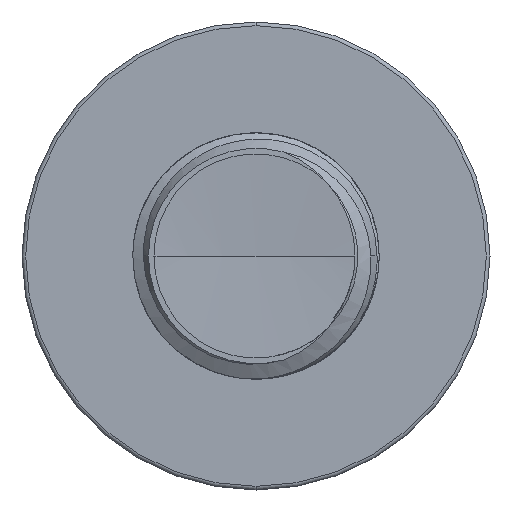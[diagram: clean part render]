
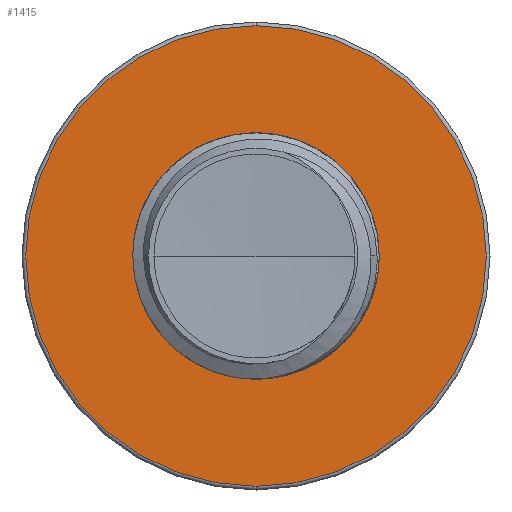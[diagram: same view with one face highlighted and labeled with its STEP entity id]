
A CAD part, front view. The second image highlights one B-rep face of the part: STEP entity #1415.
In plain terms, the highlighted planar face has unit normal (0, -1, 0).
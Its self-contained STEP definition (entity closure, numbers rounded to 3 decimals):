
#80 = DIRECTION ( 'NONE',  ( 0., 0., -1. ) ) ;
#116 = DIRECTION ( 'NONE',  ( 0., -1., 0. ) ) ;
#145 = CARTESIAN_POINT ( 'NONE',  ( 0., 7., 0. ) ) ;
#1093 = EDGE_CURVE ( 'NONE', #14543, #15418, #20148, .T. ) ;
#1226 = EDGE_CURVE ( 'NONE', #14885, #23529, #22842, .T. ) ;
#1415 = ADVANCED_FACE ( 'NONE', ( #1474, #2814 ), #25442, .T. ) ;
#1474 = FACE_OUTER_BOUND ( 'NONE', #9858, .T. ) ;
#2814 = FACE_BOUND ( 'NONE', #3251, .T. ) ;
#3208 = AXIS2_PLACEMENT_3D ( 'NONE', #25570, #25440, #25421 ) ;
#3251 = EDGE_LOOP ( 'NONE', ( #13397, #5983 ) ) ;
#3786 = DIRECTION ( 'NONE',  ( 0., 0., -1. ) ) ;
#3828 = DIRECTION ( 'NONE',  ( 0., -1., 0. ) ) ;
#3835 = CARTESIAN_POINT ( 'NONE',  ( 0., 7., 0. ) ) ;
#4656 = CIRCLE ( 'NONE', #25667, 2.438 ) ;
#5983 = ORIENTED_EDGE ( 'NONE', *, *, #20702, .F. ) ;
#9858 = EDGE_LOOP ( 'NONE', ( #13888, #15678 ) ) ;
#11324 = CARTESIAN_POINT ( 'NONE',  ( 0., 7., 2.438 ) ) ;
#11605 = CARTESIAN_POINT ( 'NONE',  ( 0., 7., 4.675 ) ) ;
#11932 = CARTESIAN_POINT ( 'NONE',  ( 0., 7., -2.438 ) ) ;
#13397 = ORIENTED_EDGE ( 'NONE', *, *, #1093, .F. ) ;
#13888 = ORIENTED_EDGE ( 'NONE', *, *, #20353, .T. ) ;
#14543 = VERTEX_POINT ( 'NONE', #11932 ) ;
#14885 = VERTEX_POINT ( 'NONE', #11605 ) ;
#15418 = VERTEX_POINT ( 'NONE', #11324 ) ;
#15678 = ORIENTED_EDGE ( 'NONE', *, *, #1226, .T. ) ;
#20148 = CIRCLE ( 'NONE', #24171, 2.438 ) ;
#20353 = EDGE_CURVE ( 'NONE', #23529, #14885, #26451, .T. ) ;
#20624 = DIRECTION ( 'NONE',  ( 0., 0., -1. ) ) ;
#20656 = DIRECTION ( 'NONE',  ( 0., -1., 0. ) ) ;
#20679 = CARTESIAN_POINT ( 'NONE',  ( 0., 7., 0. ) ) ;
#20702 = EDGE_CURVE ( 'NONE', #15418, #14543, #4656, .T. ) ;
#20908 = DIRECTION ( 'NONE',  ( 0., 0., -1. ) ) ;
#20930 = DIRECTION ( 'NONE',  ( 0., -1., 0. ) ) ;
#20938 = CARTESIAN_POINT ( 'NONE',  ( 0., 7., 0. ) ) ;
#22842 = CIRCLE ( 'NONE', #25863, 4.675 ) ;
#23448 = AXIS2_PLACEMENT_3D ( 'NONE', #20938, #20930, #20908 ) ;
#23529 = VERTEX_POINT ( 'NONE', #26677 ) ;
#24171 = AXIS2_PLACEMENT_3D ( 'NONE', #3835, #3828, #3786 ) ;
#25421 = DIRECTION ( 'NONE',  ( 0., 0., -1. ) ) ;
#25440 = DIRECTION ( 'NONE',  ( 0., -1., 0. ) ) ;
#25442 = PLANE ( 'NONE',  #3208 ) ;
#25570 = CARTESIAN_POINT ( 'NONE',  ( 0., 7., 2.438 ) ) ;
#25667 = AXIS2_PLACEMENT_3D ( 'NONE', #20679, #20656, #20624 ) ;
#25863 = AXIS2_PLACEMENT_3D ( 'NONE', #145, #116, #80 ) ;
#26451 = CIRCLE ( 'NONE', #23448, 4.675 ) ;
#26677 = CARTESIAN_POINT ( 'NONE',  ( 0., 7., -4.675 ) ) ;
